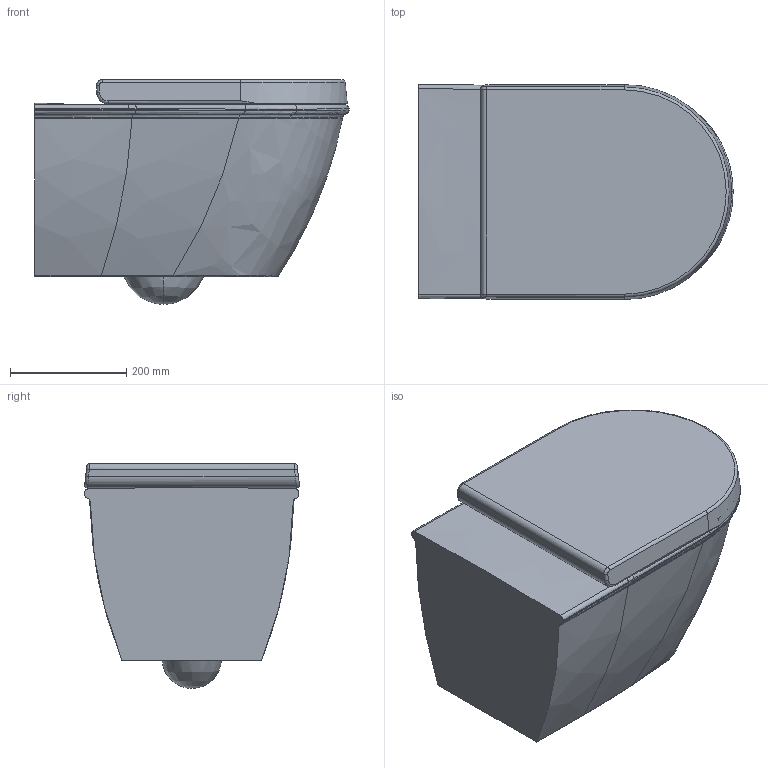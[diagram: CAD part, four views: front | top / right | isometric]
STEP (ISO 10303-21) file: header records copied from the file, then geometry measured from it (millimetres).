
FILE_DESCRIPTION((''),'2;1');
FILE_NAME('254509.stp','2011-05-18T18:42:04',('Administrator'),(''),'Autodesk Inventor 2011','Autodesk Inventor 2011','');
FILE_SCHEMA(('AUTOMOTIVE_DESIGN { 1 0 10303 214 1 1 1 1 }'));
Length unit declared in the file: millimetre
Products named in the file (3): 254509; 006989
Assembly tree (2 placements, depth 2):
  254509
    254509
    006989
Bounding box: 540.01 x 369.11 x 386.14 mm (x, y, z)
Volume: 37041465.3 mm3; surface area: 1206972.5 mm2
Topology: 2 solids, 2 shells, 182 faces, 408 edges, 238 vertices
Faces by surface type: bspline 108, cylinder 38, plane 32, torus 3, cone 1
Full cylindrical faces by diameter (mm): 17 x2
Entity records: 21318 total; most frequent: CARTESIAN_POINT 17844, ORIENTED_EDGE 808, DIRECTION 490, EDGE_CURVE 404, VERTEX_POINT 238, EDGE_LOOP 194, AXIS2_PLACEMENT_3D 191, B_SPLINE_CURVE_WITH_KNOTS 184
